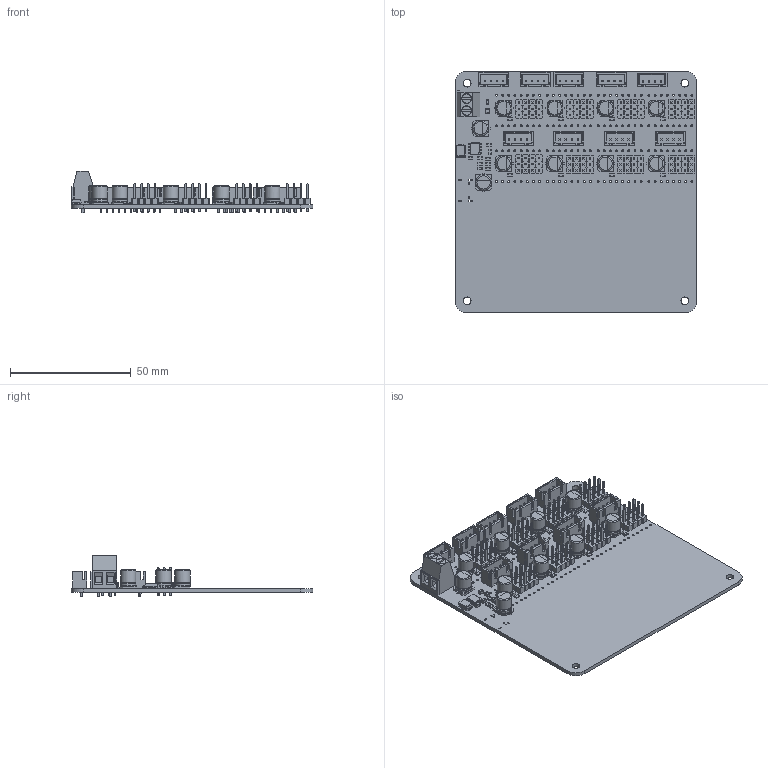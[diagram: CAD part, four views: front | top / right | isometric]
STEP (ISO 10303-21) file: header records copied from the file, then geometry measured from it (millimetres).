
FILE_DESCRIPTION(('KiCad electronic assembly'),'2;1');
FILE_NAME('mobo-3D.step','2021-02-20T15:24:23',('An Author'),( 'A Company'),'Open CASCADE STEP processor 7.3', 'KiCad to STEP converter','Unknown');
FILE_SCHEMA(('AUTOMOTIVE_DESIGN { 1 0 10303 214 1 1 1 1 }'));
Length unit declared in the file: millimetre
Products named in the file (20): Open CASCADE STEP translator 7.3 1; R_0805_2012Metric; SOLID; C_0805_2012Metric; HTSOP-8-1EP_3.9x4.9mm_Pitch1.27mm; D_SMB; CP_Elec_6.3x7.7; JST_XH_B4B-XH-A_1x04_P2.50mm_Vertical; TerminalBlock_Phoenix_MKDS-1,5-2_1x02_P5.00mm_Horizontal; LED_0805_2012Metric; PinHeader_1x03_P2.54mm_Vertical; COMPOUND
Assembly tree (83 placements, depth 3):
  Open CASCADE STEP translator 7.3 1
    R_0805_2012Metric  x13
      SOLID
    C_0805_2012Metric  x5
      SOLID
    HTSOP-8-1EP_3.9x4.9mm_Pitch1.27mm
      SOLID
    D_SMB
      SOLID
    CP_Elec_6.3x7.7  x10
      SOLID
    JST_XH_B4B-XH-A_1x04_P2.50mm_Vertical  x9
      SOLID
    TerminalBlock_Phoenix_MKDS-1,5-2_1x02_P5.00mm_Horizontal
      SOLID
    LED_0805_2012Metric
      SOLID
    PinHeader_1x03_P2.54mm_Vertical  x32
      SOLID
    COMPOUND
Bounding box: 100 x 100 x 17.3 mm (x, y, z)
Volume: 23242.3 mm3; surface area: 36560.2 mm2
Topology: 74 solids, 74 shells, 5227 faces, 13104 edges, 8316 vertices
Faces by surface type: plane 4470, cylinder 637, bspline 70, torus 40, revolution 10
Full cylindrical faces by diameter (mm): 0.2 x1, 0.3 x8, 0.6 x2, 0.8 x128, 0.95 x36, 1 x96, 1.3 x2, 3.2 x4, 3.8 x2, 4 x2, 6.3 x20
Entity records: 70134 total; most frequent: CARTESIAN_POINT 11837, DIRECTION 10132, LINE 5909, VECTOR 5909, ORIENTED_EDGE 5114, PCURVE 5114, DEFINITIONAL_REPRESENTATION 5114, EDGE_CURVE 2557
